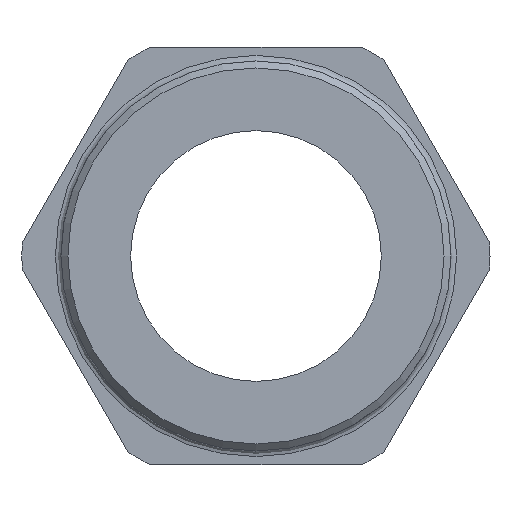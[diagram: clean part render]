
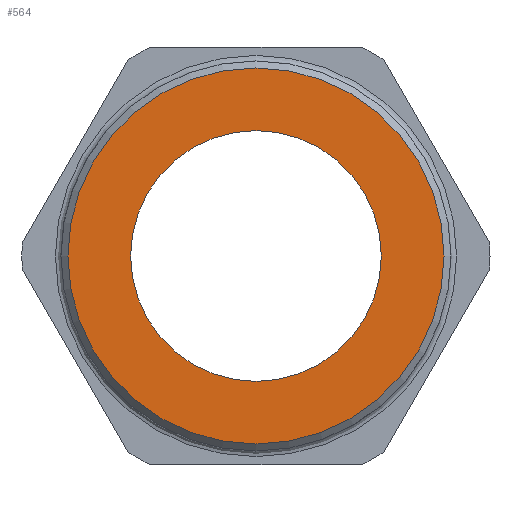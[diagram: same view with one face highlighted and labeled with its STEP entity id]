
A CAD part, left-side view. The second image highlights one B-rep face of the part: STEP entity #564.
In plain terms, the highlighted planar face has unit normal (-1, 0, 0).
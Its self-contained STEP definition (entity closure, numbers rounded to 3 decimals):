
#30=FACE_BOUND('',#146,.T.);
#70=CIRCLE('',#682,4.5);
#71=CIRCLE('',#684,6.75);
#112=FACE_OUTER_BOUND('',#145,.T.);
#145=EDGE_LOOP('',(#485));
#146=EDGE_LOOP('',(#486));
#262=VERTEX_POINT('',#1030);
#263=VERTEX_POINT('',#1034);
#338=EDGE_CURVE('',#262,#262,#70,.T.);
#339=EDGE_CURVE('',#263,#263,#71,.T.);
#485=ORIENTED_EDGE('',*,*,#339,.F.);
#486=ORIENTED_EDGE('',*,*,#338,.T.);
#503=PLANE('',#683);
#564=ADVANCED_FACE('',(#112,#30),#503,.T.);
#682=AXIS2_PLACEMENT_3D('',#1032,#855,#856);
#683=AXIS2_PLACEMENT_3D('',#1033,#857,#858);
#684=AXIS2_PLACEMENT_3D('',#1035,#859,#860);
#855=DIRECTION('center_axis',(1.,0.,0.));
#856=DIRECTION('ref_axis',(0.,0.,-1.));
#857=DIRECTION('center_axis',(-1.,0.,0.));
#858=DIRECTION('ref_axis',(0.,0.,1.));
#859=DIRECTION('center_axis',(1.,0.,0.));
#860=DIRECTION('ref_axis',(0.,0.,-1.));
#1030=CARTESIAN_POINT('',(0.,-4.5,0.));
#1032=CARTESIAN_POINT('Origin',(0.,0.,0.));
#1033=CARTESIAN_POINT('Origin',(0.,6.75,0.));
#1034=CARTESIAN_POINT('',(0.,-6.75,0.));
#1035=CARTESIAN_POINT('Origin',(0.,0.,0.));
